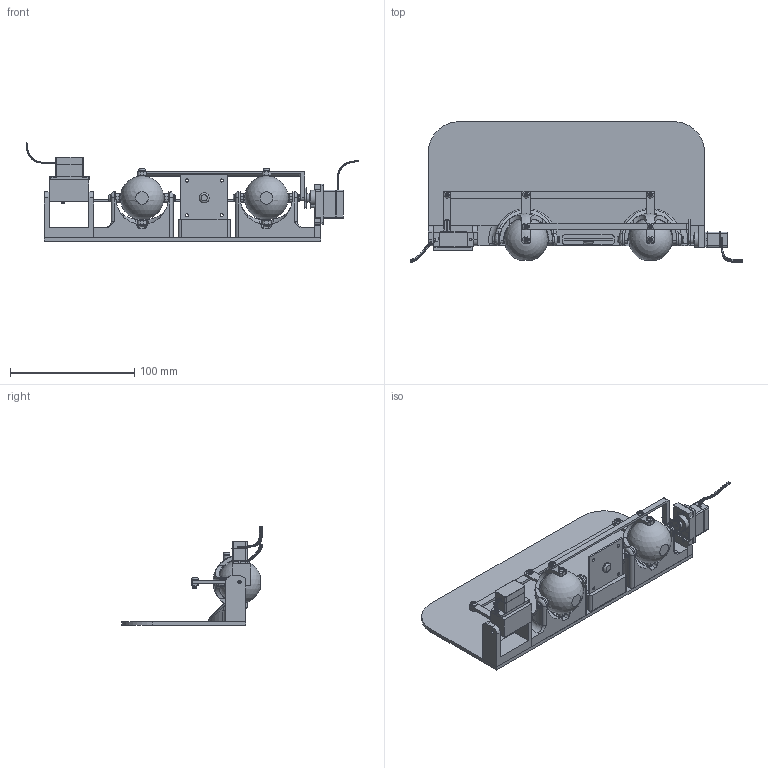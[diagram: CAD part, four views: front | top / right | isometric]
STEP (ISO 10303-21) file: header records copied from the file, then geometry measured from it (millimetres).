
FILE_DESCRIPTION(/* description */ (''),/* implementation_level */ '2;1');
FILE_NAME(/* name */ 'Human_Eye_System_Assembly.step',/* time_stamp */ '2024-05-09T16:37:24+01:00',/* author */ (''),/* organization */ (''),/* preprocessor_version */ 'ST-DEVELOPER v20',/* originating_system */ 'Autodesk Translation Framework v12.20.1.177',/* authorisation */ '');
FILE_SCHEMA (('AUTOMOTIVE_DESIGN { 1 0 10303 214 3 1 1 }'));
Products named in the file (21): Eye_System_Assembly; Servo_holder_Y_axis; Eye_assembly_right_V2; Base_V2; Eye_assembly_left_V2; Base_Left_V3; Eye_link; Eye; System_base; Servo_arm_link; Motor_holder; Servo_cradle_X_axis; Crank; Servo; Servo_1; Servo_2; PernoServo; LevaServo; Link_X_axis; M3x6 Philips Screw; USB_camera
Assembly tree (37 placements, depth 3):
  Eye_System_Assembly
    Servo_holder_Y_axis
    Eye_assembly_right_V2
      Eye_link
      Base_V2
      Eye
      M3x6 Philips Screw  x4
    Eye_assembly_left_V2
      Base_Left_V3
      Eye_link
      Eye
      M3x6 Philips Screw  x4
    System_base
    Servo_arm_link
    Motor_holder
    Servo_cradle_X_axis
    Crank
    Servo
      Servo_2
      PernoServo
      LevaServo
    Servo_1
      Servo_2
      PernoServo
      LevaServo
    Link_X_axis
    M3x6 Philips Screw  x5
    USB_camera
Bounding box: 267.15 x 113.35 x 79.48 mm (x, y, z)
Volume: 155964 mm3; surface area: 113212.9 mm2
Topology: 39 solids, 41 shells, 3619 faces, 8949 edges, 5427 vertices
Faces by surface type: bspline 1314, plane 961, cylinder 867, torus 291, cone 149, sphere 37
Full cylindrical faces by diameter (mm): 0.8 x6, 1.2 x20, 1.6 x2, 1.8 x8, 2 x3, 2.1 x1, 2.2 x2, 2.4 x143, 2.5 x4, 2.8 x19, 3.5 x17, 4.5 x2, 5.3 x13, 6.8 x2, 8 x1, 10 x2
Entity records: 53619 total; most frequent: CARTESIAN_POINT 26952, ORIENTED_EDGE 5548, DIRECTION 5078, EDGE_CURVE 2774, AXIS2_PLACEMENT_3D 1821, VERTEX_POINT 1717, LINE 1436, VECTOR 1436
